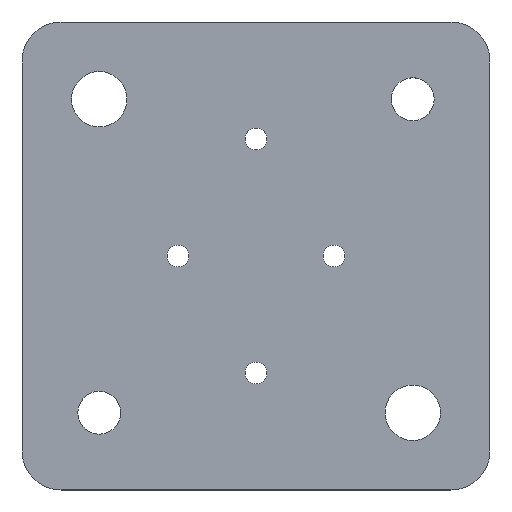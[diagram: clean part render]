
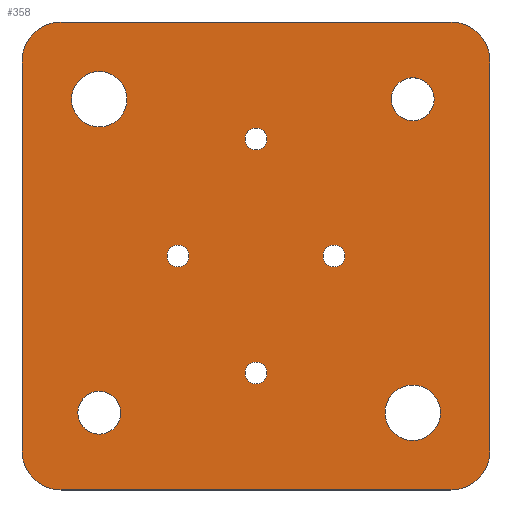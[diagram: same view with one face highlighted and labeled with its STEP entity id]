
A CAD part, top view. The second image highlights one B-rep face of the part: STEP entity #358.
In plain terms, the highlighted planar face has unit normal (0, 0, 1).
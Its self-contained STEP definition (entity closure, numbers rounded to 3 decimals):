
#23=FACE_BOUND('',#73,.T.);
#24=FACE_BOUND('',#74,.T.);
#25=FACE_BOUND('',#75,.T.);
#26=FACE_BOUND('',#76,.T.);
#27=FACE_BOUND('',#77,.T.);
#28=FACE_BOUND('',#78,.T.);
#29=FACE_BOUND('',#79,.T.);
#30=FACE_BOUND('',#80,.T.);
#36=PLANE('',#412);
#46=FACE_OUTER_BOUND('',#72,.T.);
#72=EDGE_LOOP('',(#289,#290,#291,#292,#293,#294,#295,#296));
#73=EDGE_LOOP('',(#297));
#74=EDGE_LOOP('',(#298));
#75=EDGE_LOOP('',(#299));
#76=EDGE_LOOP('',(#300));
#77=EDGE_LOOP('',(#301));
#78=EDGE_LOOP('',(#302));
#79=EDGE_LOOP('',(#303));
#80=EDGE_LOOP('',(#304));
#95=LINE('',#571,#119);
#97=LINE('',#576,#121);
#101=LINE('',#585,#125);
#105=LINE('',#594,#129);
#119=VECTOR('',#463,50.);
#121=VECTOR('',#467,50.);
#125=VECTOR('',#473,50.);
#129=VECTOR('',#479,50.);
#138=CIRCLE('',#389,1.4);
#140=CIRCLE('',#392,1.4);
#142=CIRCLE('',#395,1.4);
#144=CIRCLE('',#398,1.4);
#153=CIRCLE('',#413,5.);
#154=CIRCLE('',#414,5.);
#155=CIRCLE('',#415,5.);
#156=CIRCLE('',#416,5.);
#157=CIRCLE('',#417,3.55);
#158=CIRCLE('',#418,3.55);
#159=CIRCLE('',#419,2.75);
#160=CIRCLE('',#420,2.75);
#162=VERTEX_POINT('',#543);
#164=VERTEX_POINT('',#549);
#166=VERTEX_POINT('',#555);
#168=VERTEX_POINT('',#561);
#171=VERTEX_POINT('',#568);
#172=VERTEX_POINT('',#570);
#173=VERTEX_POINT('',#574);
#174=VERTEX_POINT('',#575);
#177=VERTEX_POINT('',#583);
#178=VERTEX_POINT('',#584);
#181=VERTEX_POINT('',#592);
#182=VERTEX_POINT('',#593);
#189=VERTEX_POINT('',#618);
#190=VERTEX_POINT('',#620);
#191=VERTEX_POINT('',#622);
#192=VERTEX_POINT('',#624);
#195=EDGE_CURVE('',#162,#162,#138,.T.);
#198=EDGE_CURVE('',#164,#164,#140,.T.);
#201=EDGE_CURVE('',#166,#166,#142,.T.);
#204=EDGE_CURVE('',#168,#168,#144,.T.);
#207=EDGE_CURVE('',#172,#171,#95,.T.);
#209=EDGE_CURVE('',#173,#174,#97,.T.);
#213=EDGE_CURVE('',#177,#178,#101,.T.);
#217=EDGE_CURVE('',#181,#182,#105,.T.);
#229=EDGE_CURVE('',#171,#181,#153,.T.);
#230=EDGE_CURVE('',#182,#177,#154,.T.);
#231=EDGE_CURVE('',#178,#173,#155,.T.);
#232=EDGE_CURVE('',#174,#172,#156,.T.);
#233=EDGE_CURVE('',#189,#189,#157,.T.);
#234=EDGE_CURVE('',#190,#190,#158,.T.);
#235=EDGE_CURVE('',#191,#191,#159,.T.);
#236=EDGE_CURVE('',#192,#192,#160,.T.);
#289=ORIENTED_EDGE('',*,*,#207,.T.);
#290=ORIENTED_EDGE('',*,*,#229,.T.);
#291=ORIENTED_EDGE('',*,*,#217,.T.);
#292=ORIENTED_EDGE('',*,*,#230,.T.);
#293=ORIENTED_EDGE('',*,*,#213,.T.);
#294=ORIENTED_EDGE('',*,*,#231,.T.);
#295=ORIENTED_EDGE('',*,*,#209,.T.);
#296=ORIENTED_EDGE('',*,*,#232,.T.);
#297=ORIENTED_EDGE('',*,*,#195,.T.);
#298=ORIENTED_EDGE('',*,*,#198,.T.);
#299=ORIENTED_EDGE('',*,*,#201,.T.);
#300=ORIENTED_EDGE('',*,*,#204,.T.);
#301=ORIENTED_EDGE('',*,*,#233,.T.);
#302=ORIENTED_EDGE('',*,*,#234,.T.);
#303=ORIENTED_EDGE('',*,*,#235,.F.);
#304=ORIENTED_EDGE('',*,*,#236,.F.);
#358=ADVANCED_FACE('',(#46,#23,#24,#25,#26,#27,#28,#29,#30),#36,.T.);
#389=AXIS2_PLACEMENT_3D('',#545,#436,#437);
#392=AXIS2_PLACEMENT_3D('',#551,#443,#444);
#395=AXIS2_PLACEMENT_3D('',#557,#450,#451);
#398=AXIS2_PLACEMENT_3D('',#563,#457,#458);
#412=AXIS2_PLACEMENT_3D('',#613,#501,#502);
#413=AXIS2_PLACEMENT_3D('',#614,#503,#504);
#414=AXIS2_PLACEMENT_3D('',#615,#505,#506);
#415=AXIS2_PLACEMENT_3D('',#616,#507,#508);
#416=AXIS2_PLACEMENT_3D('',#617,#509,#510);
#417=AXIS2_PLACEMENT_3D('',#619,#511,#512);
#418=AXIS2_PLACEMENT_3D('',#621,#513,#514);
#419=AXIS2_PLACEMENT_3D('',#623,#515,#516);
#420=AXIS2_PLACEMENT_3D('',#625,#517,#518);
#436=DIRECTION('center_axis',(0.,0.,-1.));
#437=DIRECTION('ref_axis',(-1.,0.,0.));
#443=DIRECTION('center_axis',(0.,0.,-1.));
#444=DIRECTION('ref_axis',(-1.,0.,0.));
#450=DIRECTION('center_axis',(0.,0.,-1.));
#451=DIRECTION('ref_axis',(-1.,0.,0.));
#457=DIRECTION('center_axis',(0.,0.,-1.));
#458=DIRECTION('ref_axis',(-1.,0.,0.));
#463=DIRECTION('',(0.,1.,0.));
#467=DIRECTION('',(1.,0.,0.));
#473=DIRECTION('',(0.,-1.,0.));
#479=DIRECTION('',(-1.,0.,0.));
#501=DIRECTION('center_axis',(0.,0.,1.));
#502=DIRECTION('ref_axis',(1.,0.,0.));
#503=DIRECTION('center_axis',(0.,0.,1.));
#504=DIRECTION('ref_axis',(1.,0.,0.));
#505=DIRECTION('center_axis',(0.,0.,1.));
#506=DIRECTION('ref_axis',(1.,0.,0.));
#507=DIRECTION('center_axis',(0.,0.,1.));
#508=DIRECTION('ref_axis',(1.,0.,0.));
#509=DIRECTION('center_axis',(0.,0.,1.));
#510=DIRECTION('ref_axis',(1.,0.,0.));
#511=DIRECTION('center_axis',(0.,0.,-1.));
#512=DIRECTION('ref_axis',(-1.,0.,0.));
#513=DIRECTION('center_axis',(0.,0.,-1.));
#514=DIRECTION('ref_axis',(-1.,0.,0.));
#515=DIRECTION('center_axis',(0.,0.,1.));
#516=DIRECTION('ref_axis',(1.,0.,0.));
#517=DIRECTION('center_axis',(0.,0.,1.));
#518=DIRECTION('ref_axis',(1.,0.,0.));
#543=CARTESIAN_POINT('',(11.4,0.,0.));
#545=CARTESIAN_POINT('Origin',(10.,0.,0.));
#549=CARTESIAN_POINT('',(1.4,15.,0.));
#551=CARTESIAN_POINT('Origin',(0.,15.,0.));
#555=CARTESIAN_POINT('',(1.4,-15.,0.));
#557=CARTESIAN_POINT('Origin',(0.,-15.,0.));
#561=CARTESIAN_POINT('',(-8.6,0.,0.));
#563=CARTESIAN_POINT('Origin',(-10.,0.,0.));
#568=CARTESIAN_POINT('',(30.,25.,0.));
#570=CARTESIAN_POINT('',(30.,-25.,0.));
#571=CARTESIAN_POINT('',(30.,-25.,0.));
#574=CARTESIAN_POINT('',(-25.,-30.,0.));
#575=CARTESIAN_POINT('',(25.,-30.,0.));
#576=CARTESIAN_POINT('',(-25.,-30.,0.));
#583=CARTESIAN_POINT('',(-30.,25.,0.));
#584=CARTESIAN_POINT('',(-30.,-25.,0.));
#585=CARTESIAN_POINT('',(-30.,25.,0.));
#592=CARTESIAN_POINT('',(25.,30.,0.));
#593=CARTESIAN_POINT('',(-25.,30.,0.));
#594=CARTESIAN_POINT('',(25.,30.,0.));
#613=CARTESIAN_POINT('Origin',(0.,0.,0.));
#614=CARTESIAN_POINT('Origin',(25.,25.,0.));
#615=CARTESIAN_POINT('Origin',(-25.,25.,0.));
#616=CARTESIAN_POINT('Origin',(-25.,-25.,0.));
#617=CARTESIAN_POINT('Origin',(25.,-25.,0.));
#618=CARTESIAN_POINT('',(-16.55,20.1,0.));
#619=CARTESIAN_POINT('Origin',(-20.1,20.1,0.));
#620=CARTESIAN_POINT('',(23.65,-20.1,0.));
#621=CARTESIAN_POINT('Origin',(20.1,-20.1,0.));
#622=CARTESIAN_POINT('',(17.35,20.1,0.));
#623=CARTESIAN_POINT('Origin',(20.1,20.1,0.));
#624=CARTESIAN_POINT('',(-22.85,-20.1,0.));
#625=CARTESIAN_POINT('Origin',(-20.1,-20.1,0.));
